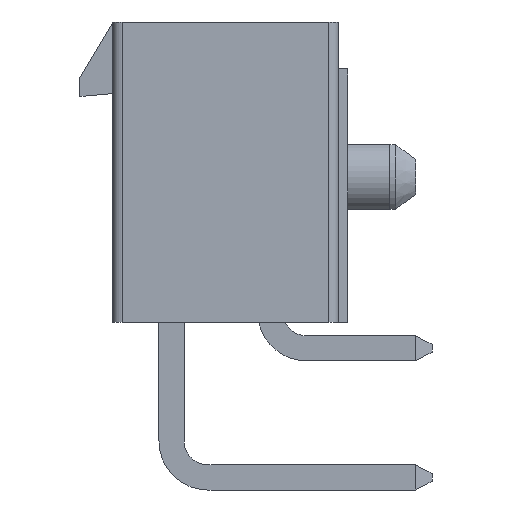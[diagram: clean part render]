
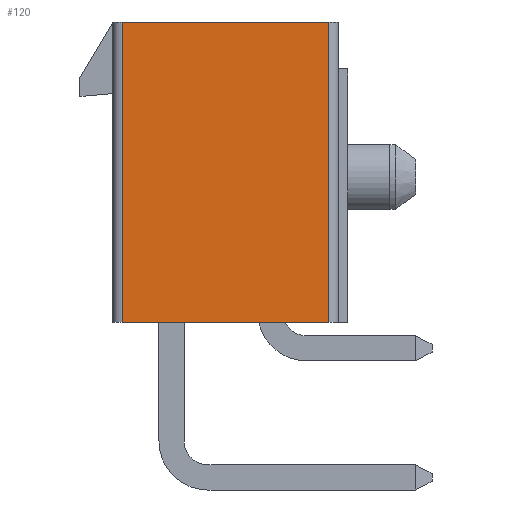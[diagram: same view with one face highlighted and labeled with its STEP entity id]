
A CAD part, left-side view. The second image highlights one B-rep face of the part: STEP entity #120.
In plain terms, the highlighted planar face has unit normal (-1, 0, 0).
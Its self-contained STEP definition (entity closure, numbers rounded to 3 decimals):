
#120 = ADVANCED_FACE( '', ( #253 ), #254, .T. );
#253 = FACE_OUTER_BOUND( '', #458, .T. );
#254 = PLANE( '', #459 );
#458 = EDGE_LOOP( '', ( #840, #841, #842, #843 ) );
#459 = AXIS2_PLACEMENT_3D( '', #844, #845, #846 );
#840 = ORIENTED_EDGE( '', *, *, #1491, .F. );
#841 = ORIENTED_EDGE( '', *, *, #1519, .T. );
#842 = ORIENTED_EDGE( '', *, *, #1520, .T. );
#843 = ORIENTED_EDGE( '', *, *, #1521, .F. );
#844 = CARTESIAN_POINT( '', ( -2.7, 0.4, 0. ) );
#845 = DIRECTION( '', ( -1., 0., 0. ) );
#846 = DIRECTION( '', ( 0., 0., 1. ) );
#1491 = EDGE_CURVE( '', #1822, #1824, #1825, .T. );
#1519 = EDGE_CURVE( '', #1822, #1873, #1874, .T. );
#1520 = EDGE_CURVE( '', #1873, #1875, #1876, .T. );
#1521 = EDGE_CURVE( '', #1824, #1875, #1877, .T. );
#1822 = VERTEX_POINT( '', #2320 );
#1824 = VERTEX_POINT( '', #2322 );
#1825 = LINE( '', #2323, #2324 );
#1873 = VERTEX_POINT( '', #2396 );
#1874 = LINE( '', #2397, #2398 );
#1875 = VERTEX_POINT( '', #2399 );
#1876 = LINE( '', #2400, #2401 );
#1877 = LINE( '', #2402, #2403 );
#2320 = CARTESIAN_POINT( '', ( -2.7, 0.8, -12.8 ) );
#2322 = CARTESIAN_POINT( '', ( -2.7, 9.6, -12.8 ) );
#2323 = CARTESIAN_POINT( '', ( -2.7, 0.8, -12.8 ) );
#2324 = VECTOR( '', #2785, 1000. );
#2396 = CARTESIAN_POINT( '', ( -2.7, 0.8, 0. ) );
#2397 = CARTESIAN_POINT( '', ( -2.7, 0.8, -12.8 ) );
#2398 = VECTOR( '', #2819, 1000. );
#2399 = CARTESIAN_POINT( '', ( -2.7, 9.6, 0. ) );
#2400 = CARTESIAN_POINT( '', ( -2.7, 0.8, 0. ) );
#2401 = VECTOR( '', #2820, 1000. );
#2402 = CARTESIAN_POINT( '', ( -2.7, 9.6, -12.8 ) );
#2403 = VECTOR( '', #2821, 1000. );
#2785 = DIRECTION( '', ( 0., 1., 0. ) );
#2819 = DIRECTION( '', ( 0., 0., 1. ) );
#2820 = DIRECTION( '', ( 0., 1., 0. ) );
#2821 = DIRECTION( '', ( 0., 0., 1. ) );
